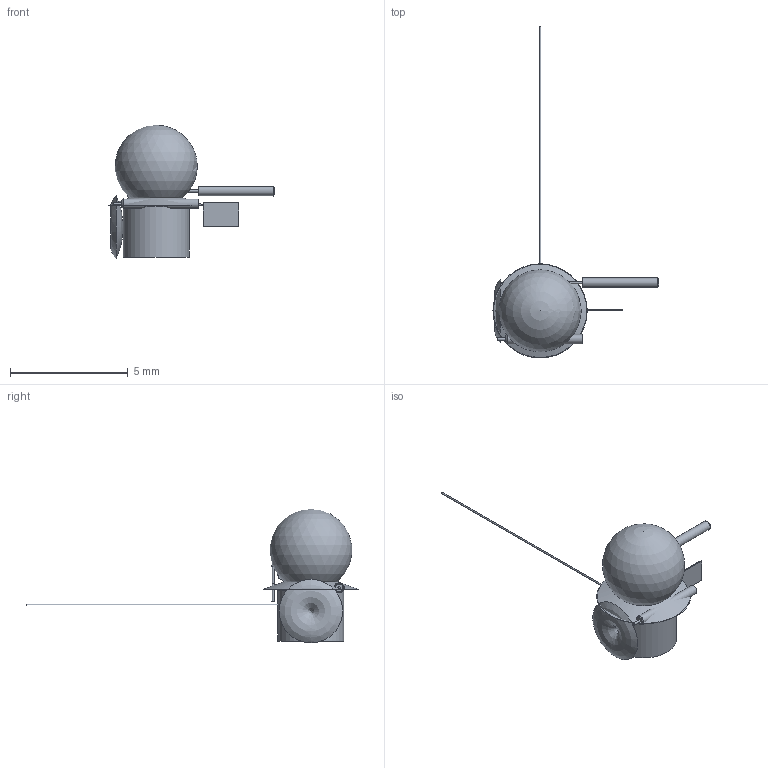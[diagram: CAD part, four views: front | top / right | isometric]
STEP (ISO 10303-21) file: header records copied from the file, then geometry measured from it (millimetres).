
FILE_DESCRIPTION(('FreeCAD Model'),'2;1');
FILE_NAME('Open CASCADE Shape Model','2025-08-27T11:53:46',('Author'),( ''),'Open CASCADE STEP processor 7.8','FreeCAD','Unknown');
FILE_SCHEMA(('AUTOMOTIVE_DESIGN { 1 0 10303 214 1 1 1 1 }'));
Length unit declared in the file: millimetre
Products named in the file (16): RADIATION_SHIELD; MAST; BUS; RTG2; BOOM2; BOOM1; RTG1; LGA1; MAG_BOOM; LGA2; ROBOT_ARM; Cassini_Huygens_Assembly; HUYGENS; PANEL1; THERMAL_SHIELD; HGA
Bounding box: 7.05 x 14.1 x 5.68 mm (x, y, z)
Volume: 33.9 mm3; surface area: 363.4 mm2
Topology: 30 solids, 32 shells, 178 faces, 306 edges, 188 vertices
Faces by surface type: plane 118, cylinder 34, sphere 20, cone 4, revolution 2
Full cylindrical faces by diameter (mm): 0.036 x8, 0.06 x2, 0.1 x8, 0.12 x2, 0.2 x2, 0.4 x4, 0.5 x4, 2.7 x2, 2.8 x2
Entity records: 8214 total; most frequent: DIRECTION 1328, CARTESIAN_POINT 1231, LINE 686, VECTOR 686, ORIENTED_EDGE 576, PCURVE 576, DEFINITIONAL_REPRESENTATION 576, EDGE_CURVE 288
